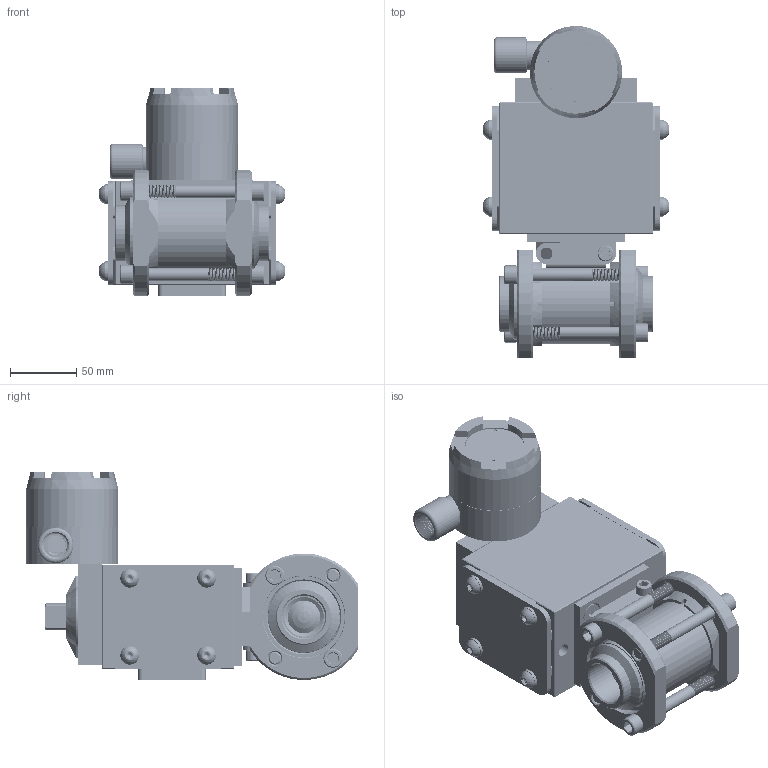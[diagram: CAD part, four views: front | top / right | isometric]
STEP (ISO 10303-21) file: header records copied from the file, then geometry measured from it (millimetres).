
FILE_DESCRIPTION (( 'STEP AP203' ), '1' );
FILE_NAME ('21XXTSWSA522DLS.step', '2018-03-15T12:22:23', ( '' ), ( '' ), 'SwSTEP 2.0', 'SolidWorks 2017', '' );
FILE_SCHEMA (( 'CONFIG_CONTROL_DESIGN' ));
Length unit declared in the file: inch
Products named in the file (1): 21XXTSWSA522DLS
Bounding box: 139.51 x 249.71 x 156.74 mm (x, y, z)
Volume: 1174286.4 mm3; surface area: 380481 mm2
Topology: 51 solids, 51 shells, 2666 faces, 6846 edges, 4322 vertices
Faces by surface type: cylinder 1343, plane 738, cone 437, torus 67, bspline 63, sphere 18
Entity records: 115073 total; most frequent: CARTESIAN_POINT 53578, ORIENTED_EDGE 13524, DIRECTION 12343, EDGE_CURVE 6762, AXIS2_PLACEMENT_3D 4670, VERTEX_POINT 4318, VECTOR 3003, LINE 3003
